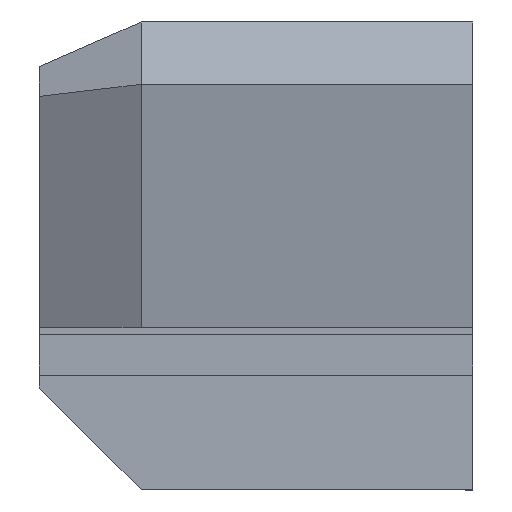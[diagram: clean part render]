
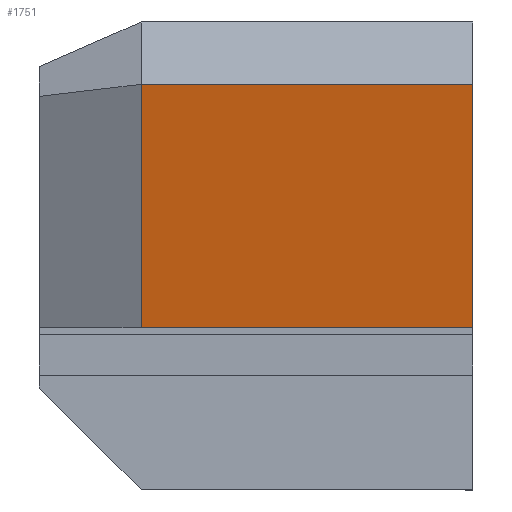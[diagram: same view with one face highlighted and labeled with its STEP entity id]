
A CAD part, top view. The second image highlights one B-rep face of the part: STEP entity #1751.
In plain terms, the highlighted planar face has unit normal (0, -0.195, 0.981).
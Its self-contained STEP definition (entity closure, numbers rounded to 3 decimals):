
#197=FACE_OUTER_BOUND('',#315,.T.);
#315=EDGE_LOOP('',(#1499,#1500,#1501,#1502));
#365=LINE('',#2436,#554);
#389=LINE('',#2516,#578);
#398=LINE('',#2536,#587);
#527=LINE('',#2845,#716);
#554=VECTOR('',#1954,10.);
#578=VECTOR('',#2010,10.);
#587=VECTOR('',#2027,10.);
#716=VECTOR('',#2314,10.);
#740=VERTEX_POINT('',#2433);
#741=VERTEX_POINT('',#2435);
#766=VERTEX_POINT('',#2515);
#773=VERTEX_POINT('',#2535);
#901=EDGE_CURVE('',#741,#740,#365,.T.);
#935=EDGE_CURVE('',#766,#741,#389,.T.);
#945=EDGE_CURVE('',#773,#766,#398,.T.);
#1098=EDGE_CURVE('',#740,#773,#527,.T.);
#1499=ORIENTED_EDGE('',*,*,#935,.T.);
#1500=ORIENTED_EDGE('',*,*,#901,.T.);
#1501=ORIENTED_EDGE('',*,*,#1098,.T.);
#1502=ORIENTED_EDGE('',*,*,#945,.T.);
#1670=PLANE('',#1892);
#1751=ADVANCED_FACE('',(#197),#1670,.T.);
#1892=AXIS2_PLACEMENT_3D('',#2844,#2312,#2313);
#1954=DIRECTION('',(1.,0.,0.));
#2010=DIRECTION('',(0.,-0.981,-0.195));
#2027=DIRECTION('',(-1.,0.,0.));
#2312=DIRECTION('center_axis',(0.,-0.195,0.981));
#2313=DIRECTION('ref_axis',(0.,0.981,0.195));
#2314=DIRECTION('',(0.,0.981,0.195));
#2433=CARTESIAN_POINT('',(699.,76.398,262.281));
#2435=CARTESIAN_POINT('',(672.95,76.398,262.281));
#2436=CARTESIAN_POINT('',(690.488,76.398,262.281));
#2515=CARTESIAN_POINT('',(672.95,95.494,266.084));
#2516=CARTESIAN_POINT('',(672.95,77.272,262.455));
#2535=CARTESIAN_POINT('',(699.,95.494,266.084));
#2536=CARTESIAN_POINT('',(690.488,95.494,266.084));
#2844=CARTESIAN_POINT('Origin',(699.,76.398,262.281));
#2845=CARTESIAN_POINT('',(699.,61.134,259.241));
